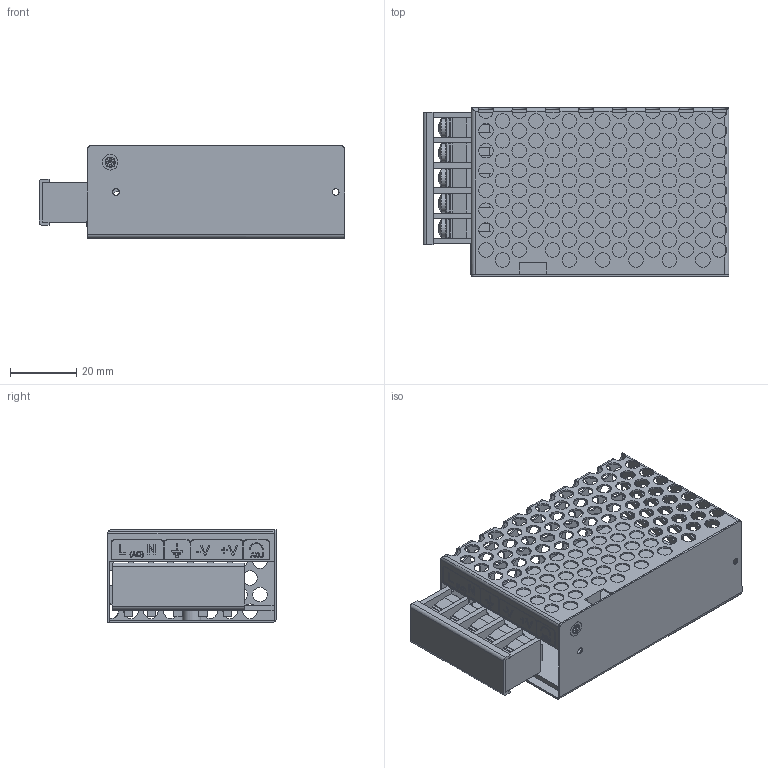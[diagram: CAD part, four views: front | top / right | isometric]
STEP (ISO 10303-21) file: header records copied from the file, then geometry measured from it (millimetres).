
FILE_DESCRIPTION(/* description */ (''),/* implementation_level */ '2;1');
FILE_NAME(/* name */ 'MW-RS-25-5 v6.step',/* time_stamp */ '2022-12-30T20:09:00+07:00',/* author */ (''),/* organization */ (''),/* preprocessor_version */ 'ST-DEVELOPER v19.2',/* originating_system */ 'Autodesk Translation Framework v11.17.0.187',/* authorisation */ '');
FILE_SCHEMA (('AUTOMOTIVE_DESIGN { 1 0 10303 214 3 1 1 }'));
Length unit declared in the file: millimetre
Products named in the file (29): MW-RS-25-5; Power Supply RS-25-5; Board; M3; Terminal; Komp01; Komp011; Screw (3); M3 (1); Washer (1); Washer3; Washer4; Washer5; Washer2; Washer1; Screw (4); Screw (2); Screw (8); Screw (1); Screw (7); Screw (6); Screw (5); Washer; Soldertag4; Soldertag1; Soldertag3; Soldertag5; Soldertag2; Cover
Assembly tree (28 placements, depth 6):
  MW-RS-25-5
    Power Supply RS-25-5
      Board
      M3
      Terminal
        Komp01
          Komp011
        Screw (3)
          M3 (1)
          Washer (1)
          Washer3
          Washer4
          Washer5
          Washer2
          Washer1
          Screw (4)
          Screw (2)
            Screw (8)
          Screw (1)
            Screw (7)
          Screw (6)
            Screw (5)
          Washer
        Soldertag4
        Soldertag1
        Soldertag3
        Soldertag5
        Soldertag2
        Cover
Bounding box: 92.5 x 51 x 28 mm (x, y, z)
Volume: 15854.5 mm3; surface area: 37682.3 mm2
Topology: 26 solids, 26 shells, 1087 faces, 3001 edges, 1969 vertices
Faces by surface type: plane 486, cylinder 418, cone 65, bspline 53, torus 40, sphere 25
Full cylindrical faces by diameter (mm): 2 x2, 2.222 x1, 2.451 x1, 2.459 x5, 3 x8, 3.329 x5, 4.42 x208, 4.7 x1, 5.6 x5, 5.627 x2
Entity records: 38758 total; most frequent: CARTESIAN_POINT 9458, ORIENTED_EDGE 5992, DIRECTION 5760, EDGE_CURVE 2996, AXIS2_PLACEMENT_3D 2122, VERTEX_POINT 1969, EDGE_LOOP 1557, LINE 1516
